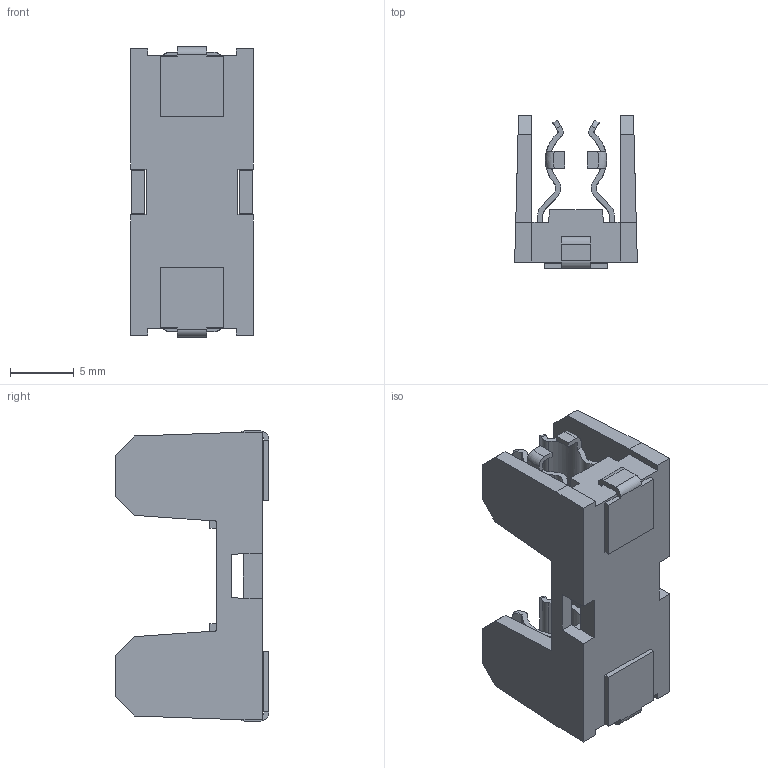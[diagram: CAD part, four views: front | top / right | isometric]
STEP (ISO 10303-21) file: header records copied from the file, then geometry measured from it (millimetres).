
FILE_DESCRIPTION(/* description */ ('STEP AP242','CAx-IF Rec.Pracs.---Representation and Presentation of Product Manufacturing Information (PMI)---4.0---2014-10-13','CAx-IF Rec.Pracs.---3D Tessellated Geometry---0.4---2014-09-14','2;1'),/* implementation_level */ '2;1');
FILE_NAME(/* name */ '67490300435e65510192fa3b',/* time_stamp */ '2024-11-28T23:55:44Z',/* author */ (''),/* organization */ (''),/* preprocessor_version */ 'ST-DEVELOPER v20',/* originating_system */ 'ONSHAPE BY PTC INC, 1.190',/* authorisation */ ' ');
FILE_SCHEMA (('AP242_MANAGED_MODEL_BASED_3D_ENGINEERING_MIM_LF { 1 0 10303 442 1 1 4 }'));
Length unit declared in the file: metre
Products named in the file (2): Assem1; PTF18SMD
Assembly tree (1 placements, depth 2):
  Assem1
    PTF18SMD
Bounding box: 9.6 x 12 x 22.7 mm (x, y, z)
Volume: 929.1 mm3; surface area: 1678.4 mm2
Topology: 1 solids, 1 shells, 204 faces, 600 edges, 400 vertices
Faces by surface type: plane 148, cylinder 48, torus 8
Entity records: 8026 total; most frequent: CARTESIAN_POINT 1974, ORIENTED_EDGE 1200, DIRECTION 1116, EDGE_CURVE 600, LINE 464, VECTOR 464, VERTEX_POINT 400, AXIS2_PLACEMENT_3D 326
